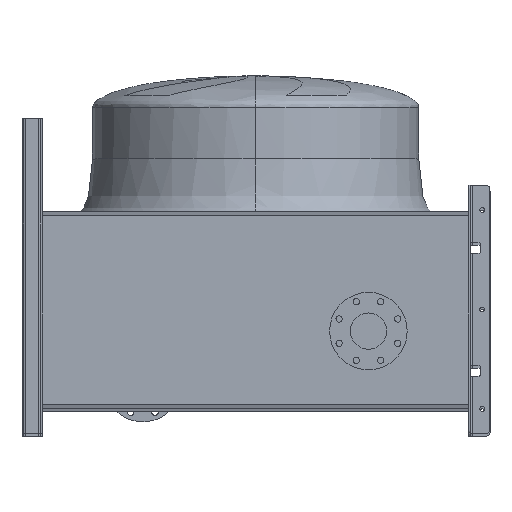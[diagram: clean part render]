
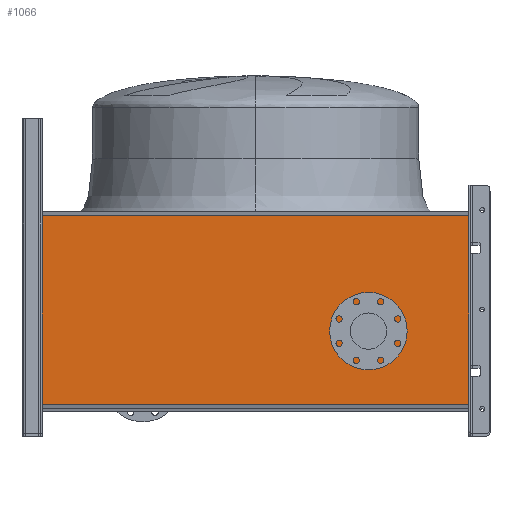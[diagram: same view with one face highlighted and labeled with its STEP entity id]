
A CAD part, top view. The second image highlights one B-rep face of the part: STEP entity #1066.
In plain terms, the highlighted planar face has unit normal (0, 0, 1).
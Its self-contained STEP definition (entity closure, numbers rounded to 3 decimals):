
#524 = LINE ( 'NONE', #5210, #3656 ) ;
#1060 = ORIENTED_EDGE ( 'NONE', *, *, #11229, .F. ) ;
#1066 = ADVANCED_FACE ( 'NONE', ( #9282, #4082 ), #3911, .F. ) ;
#1165 = EDGE_CURVE ( 'NONE', #4177, #6871, #3361, .T. ) ;
#1353 = AXIS2_PLACEMENT_3D ( 'NONE', #11058, #9278, #8381 ) ;
#1488 = CARTESIAN_POINT ( 'NONE',  ( 320., 166., 240. ) ) ;
#1581 = VECTOR ( 'NONE', #4849, 1000. ) ;
#1741 = VECTOR ( 'NONE', #7904, 1000. ) ;
#3142 = VECTOR ( 'NONE', #10516, 1000. ) ;
#3361 = LINE ( 'NONE', #7004, #3142 ) ;
#3656 = VECTOR ( 'NONE', #7913, 1000. ) ;
#3911 = PLANE ( 'NONE',  #4660 ) ;
#4082 = FACE_BOUND ( 'NONE', #10851, .T. ) ;
#4177 = VERTEX_POINT ( 'NONE', #11002 ) ;
#4194 = CARTESIAN_POINT ( 'NONE',  ( 1214.262, 547.422, 240. ) ) ;
#4205 = CARTESIAN_POINT ( 'NONE',  ( 320., 220., 240. ) ) ;
#4304 = VERTEX_POINT ( 'NONE', #1488 ) ;
#4660 = AXIS2_PLACEMENT_3D ( 'NONE', #6646, #10337, #5807 ) ;
#4849 = DIRECTION ( 'NONE',  ( -1., 0., 0. ) ) ;
#4957 = ORIENTED_EDGE ( 'NONE', *, *, #9196, .T. ) ;
#5210 = CARTESIAN_POINT ( 'NONE',  ( 605., 12.578, 240. ) ) ;
#5623 = CARTESIAN_POINT ( 'NONE',  ( 605., 547.422, 240. ) ) ;
#5682 = CARTESIAN_POINT ( 'NONE',  ( 1214.262, 12.578, 240. ) ) ;
#5807 = DIRECTION ( 'NONE',  ( -1., 0., 0. ) ) ;
#6213 = CARTESIAN_POINT ( 'NONE',  ( 605., 12.578, 240. ) ) ;
#6646 = CARTESIAN_POINT ( 'NONE',  ( 1214.262, 12.578, 240. ) ) ;
#6871 = VERTEX_POINT ( 'NONE', #6892 ) ;
#6892 = CARTESIAN_POINT ( 'NONE',  ( -605., 12.578, 240. ) ) ;
#7004 = CARTESIAN_POINT ( 'NONE',  ( -605., 12.578, 240. ) ) ;
#7158 = VERTEX_POINT ( 'NONE', #5623 ) ;
#7424 = ORIENTED_EDGE ( 'NONE', *, *, #1165, .T. ) ;
#7674 = CIRCLE ( 'NONE', #11475, 54. ) ;
#7904 = DIRECTION ( 'NONE',  ( -1., 0., 0. ) ) ;
#7913 = DIRECTION ( 'NONE',  ( 0., -1., 0. ) ) ;
#8212 = ORIENTED_EDGE ( 'NONE', *, *, #11155, .F. ) ;
#8381 = DIRECTION ( 'NONE',  ( -1., 0., 0. ) ) ;
#8472 = ORIENTED_EDGE ( 'NONE', *, *, #10329, .T. ) ;
#9196 = EDGE_CURVE ( 'NONE', #4304, #10227, #10086, .T. ) ;
#9278 = DIRECTION ( 'NONE',  ( 0., 0., -1. ) ) ;
#9280 = CARTESIAN_POINT ( 'NONE',  ( 320., 274., 240. ) ) ;
#9282 = FACE_OUTER_BOUND ( 'NONE', #11712, .T. ) ;
#9562 = LINE ( 'NONE', #4194, #1741 ) ;
#10086 = CIRCLE ( 'NONE', #1353, 54. ) ;
#10210 = LINE ( 'NONE', #5682, #1581 ) ;
#10227 = VERTEX_POINT ( 'NONE', #9280 ) ;
#10328 = ORIENTED_EDGE ( 'NONE', *, *, #11083, .T. ) ;
#10329 = EDGE_CURVE ( 'NONE', #7158, #4177, #9562, .T. ) ;
#10337 = DIRECTION ( 'NONE',  ( 0., 0., -1. ) ) ;
#10516 = DIRECTION ( 'NONE',  ( 0., -1., 0. ) ) ;
#10851 = EDGE_LOOP ( 'NONE', ( #10328, #4957 ) ) ;
#11002 = CARTESIAN_POINT ( 'NONE',  ( -605., 547.422, 240. ) ) ;
#11058 = CARTESIAN_POINT ( 'NONE',  ( 320., 220., 240. ) ) ;
#11083 = EDGE_CURVE ( 'NONE', #10227, #4304, #7674, .T. ) ;
#11155 = EDGE_CURVE ( 'NONE', #7158, #11208, #524, .T. ) ;
#11208 = VERTEX_POINT ( 'NONE', #6213 ) ;
#11229 = EDGE_CURVE ( 'NONE', #11208, #6871, #10210, .T. ) ;
#11475 = AXIS2_PLACEMENT_3D ( 'NONE', #4205, #11543, #11597 ) ;
#11543 = DIRECTION ( 'NONE',  ( 0., 0., -1. ) ) ;
#11597 = DIRECTION ( 'NONE',  ( -1., 0., 0. ) ) ;
#11712 = EDGE_LOOP ( 'NONE', ( #8212, #8472, #7424, #1060 ) ) ;
